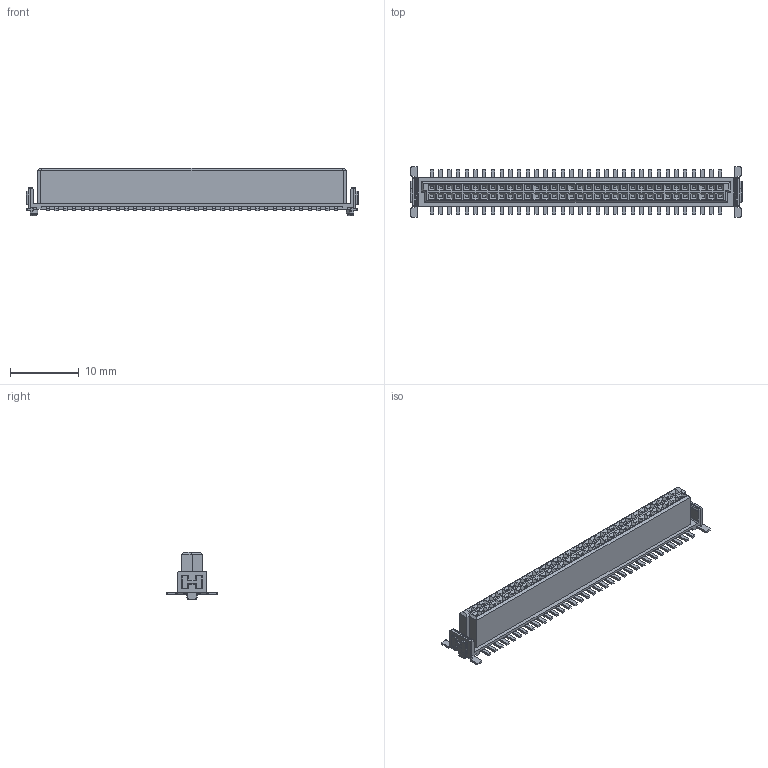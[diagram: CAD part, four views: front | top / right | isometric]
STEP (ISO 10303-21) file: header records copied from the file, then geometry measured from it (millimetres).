
FILE_DESCRIPTION(('CATIA V5 STEP Exchange','CAx-IF Rec.Pracs.--- Model Styling and Organization---1.4--- 2014-01-23'),'2;1');
FILE_NAME ('D1463913_0_2747320000_2747320000.stp','2020-10-05T08:16:59+00:00',('none'),('Weidmueller'),'CATIA Version 5-6 Release 2016 SP3 HF44','CATIA V5 STEP AP214','none');
FILE_SCHEMA(('AUTOMOTIVE_DESIGN { 1 0 10303 214 1 1 1 1 }'));
Products named in the file (1): 2747320000
Bounding box: 48.26 x 7.4 x 6.88 mm (x, y, z)
Volume: 819.8 mm3; surface area: 1422.9 mm2
Topology: 1 solids, 1 shells, 1869 faces, 4879 edges, 3223 vertices
Faces by surface type: plane 1189, cylinder 290, bspline 208, torus 152, cone 22, sphere 8
Entity records: 77157 total; most frequent: CARTESIAN_POINT 34938, ORIENTED_EDGE 9758, DIRECTION 6148, EDGE_CURVE 4879, VECTOR 3394, LINE 3394, VERTEX_POINT 3223, EDGE_LOOP 2080
